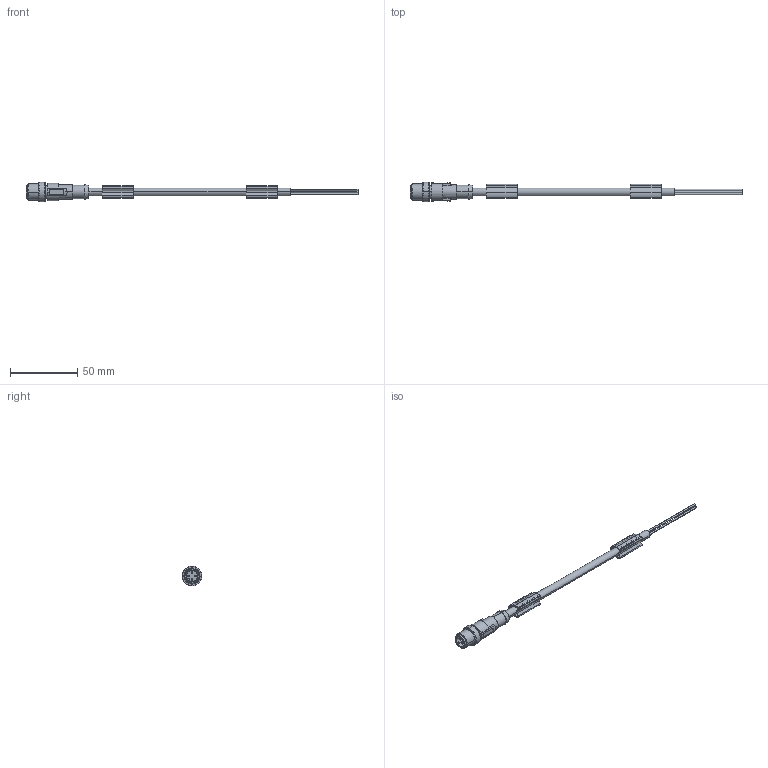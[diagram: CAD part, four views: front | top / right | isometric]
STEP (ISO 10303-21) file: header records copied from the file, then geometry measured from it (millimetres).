
FILE_DESCRIPTION(('SolidDesigner STEP Export'),'2;1');
FILE_NAME('1668069.stp','2011-03-22T 7:57:36',(''),(''),'CoCreate Modeling STEP processor for AP214 (Solid Model)','CoCreate Modeling 16.00A 16-Aug-2008 (C) Parametric Technology GmbH','');
FILE_SCHEMA(('AUTOMOTIVE_DESIGN { 1 0 10303 214 1 1 1 1 }'));
Length unit declared in the file: millimetre
Products named in the file (2): 1668069
Assembly tree (1 placements, depth 2):
  1668069
    1668069
Bounding box: 246.8 x 14.8 x 14.8 mm (x, y, z)
Volume: 9991.3 mm3; surface area: 9000.8 mm2
Topology: 1 solids, 1 shells, 236 faces, 649 edges, 433 vertices
Faces by surface type: cylinder 123, plane 82, extrusion 18, cone 13
Entity records: 9383 total; most frequent: CARTESIAN_POINT 1981, ORIENTED_EDGE 1298, DIRECTION 1023, EDGE_CURVE 649, VERTEX_POINT 433, AXIS2_PLACEMENT_3D 352, VECTOR 319, LINE 301
